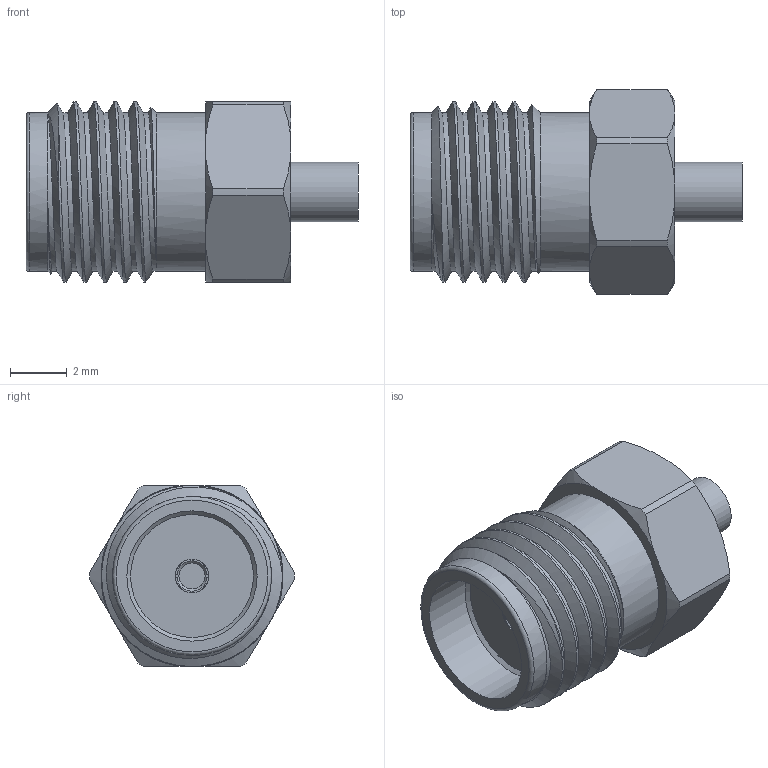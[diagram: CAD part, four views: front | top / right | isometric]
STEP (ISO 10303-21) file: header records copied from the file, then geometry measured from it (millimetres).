
FILE_DESCRIPTION (( 'STEP AP203' ), '1' );
FILE_NAME ('PE4418_3D.step', '2022-04-22T15:37:43', ( '' ), ( '' ), 'SwSTEP 2.0', 'SolidWorks 2021', '' );
FILE_SCHEMA (( 'CONFIG_CONTROL_DESIGN' ));
Length unit declared in the file: inch
Products named in the file (1): PE4418_3D
Bounding box: 11.66 x 7.2 x 6.35 mm (x, y, z)
Volume: 240.1 mm3; surface area: 351.5 mm2
Topology: 1 solids, 1 shells, 57 faces, 144 edges, 94 vertices
Faces by surface type: plane 21, cone 18, cylinder 14, bspline 3, torus 1
Full cylindrical faces by diameter (mm): 0.914 x1, 1.168 x1, 1.219 x1, 2.083 x1, 4.572 x1, 5.582 x2
Entity records: 3636 total; most frequent: CARTESIAN_POINT 2298, ORIENTED_EDGE 260, DIRECTION 248, EDGE_CURVE 130, AXIS2_PLACEMENT_3D 104, VERTEX_POINT 90, EDGE_LOOP 72, FACE_OUTER_BOUND 65
